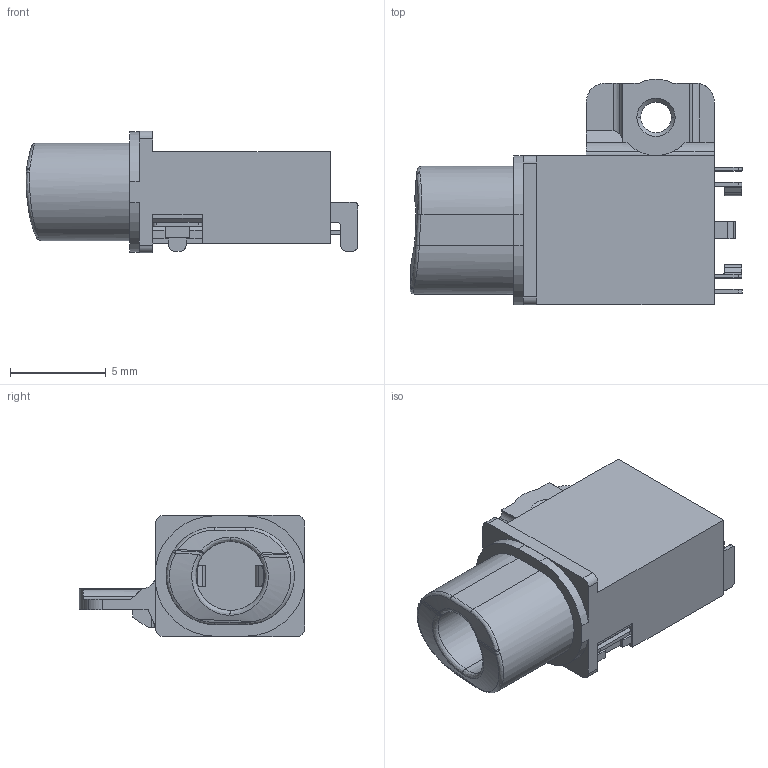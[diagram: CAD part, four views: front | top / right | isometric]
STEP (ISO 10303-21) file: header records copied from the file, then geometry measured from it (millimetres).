
FILE_DESCRIPTION (( 'STEP AP203' ), '1' );
FILE_NAME ('CUI_DEVICES_SJ-3541A-TR-67.step', '2019-10-20T23:01:37', ( '' ), ( '' ), 'SwSTEP 2.0', 'SolidWorks 2019', '' );
FILE_SCHEMA (( 'CONFIG_CONTROL_DESIGN' ));
Length unit declared in the file: inch
Products named in the file (1): CUI_DEVICES_SJ-3541A-TR-67
Bounding box: 17.37 x 11.8 x 6.35 mm (x, y, z)
Volume: 499.8 mm3; surface area: 691.9 mm2
Topology: 1 solids, 1 shells, 333 faces, 939 edges, 622 vertices
Faces by surface type: plane 186, cylinder 119, bspline 24, cone 2, torus 2
Entity records: 12014 total; most frequent: CARTESIAN_POINT 3378, ORIENTED_EDGE 1878, DIRECTION 1685, EDGE_CURVE 939, VERTEX_POINT 622, LINE 615, VECTOR 615, AXIS2_PLACEMENT_3D 535
